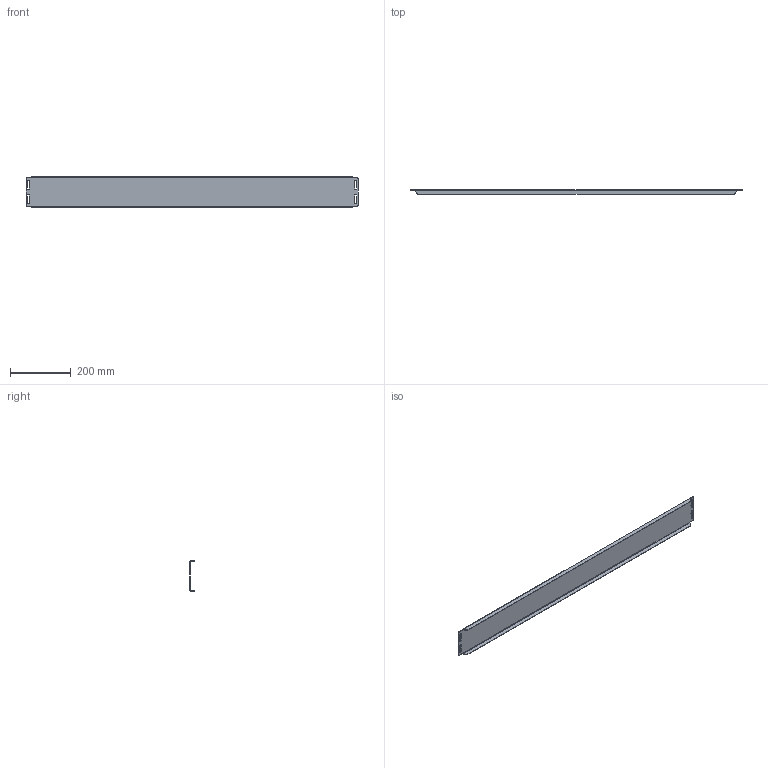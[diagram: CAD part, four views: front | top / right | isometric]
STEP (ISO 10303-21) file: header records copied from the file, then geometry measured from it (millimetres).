
FILE_DESCRIPTION (( 'STEP AP214' ), '1' );
FILE_NAME ('722.020.STEP', '2025-04-14T11:51:57', ( '' ), ( '' ), 'SwSTEP 2.0', 'SolidWorks 2021', '' );
FILE_SCHEMA (( 'AUTOMOTIVE_DESIGN' ));
Length unit declared in the file: millimetre
Products named in the file (1): 722.020
Bounding box: 1095 x 15 x 100 mm (x, y, z)
Volume: 202324.9 mm3; surface area: 273815.6 mm2
Topology: 1 solids, 1 shells, 58 faces, 152 edges, 96 vertices
Faces by surface type: plane 30, cylinder 24, bspline 4
Entity records: 1850 total; most frequent: CARTESIAN_POINT 375, ORIENTED_EDGE 304, DIRECTION 294, EDGE_CURVE 152, AXIS2_PLACEMENT_3D 103, VERTEX_POINT 96, VECTOR 88, LINE 88
